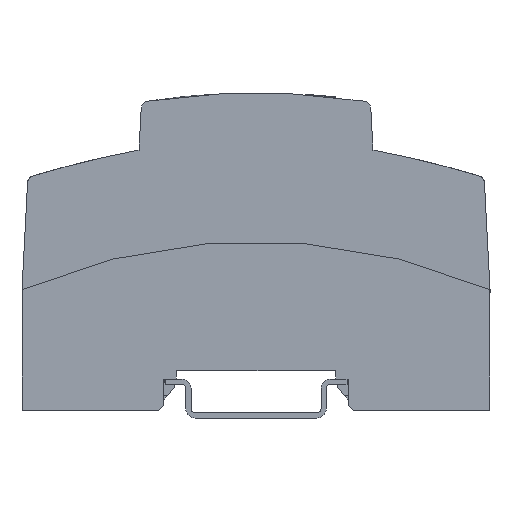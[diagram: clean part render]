
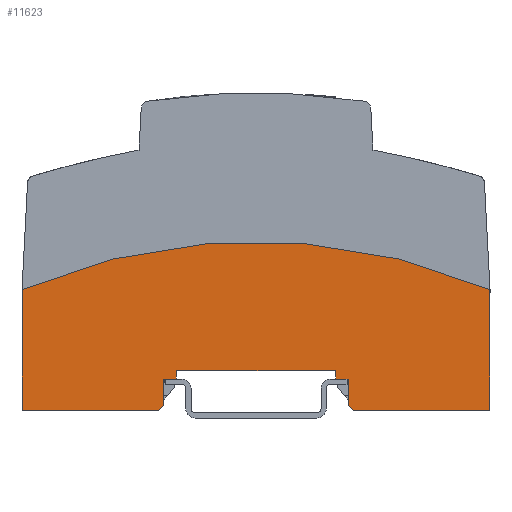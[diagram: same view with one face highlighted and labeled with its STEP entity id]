
A CAD part, left-side view. The second image highlights one B-rep face of the part: STEP entity #11623.
In plain terms, the highlighted face is planar.
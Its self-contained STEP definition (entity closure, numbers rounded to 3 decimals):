
#869=DIRECTION('',(0.,-1.,0.));
#870=VECTOR('',#869,23.25);
#871=CARTESIAN_POINT('',(44.998,23.279,-53.9));
#872=LINE('',#871,#870);
#876=CARTESIAN_POINT('',(-0.002,-82.551,-53.9));
#877=DIRECTION('',(0.,0.,-1.));
#878=DIRECTION('',(-0.391,0.92,0.));
#879=AXIS2_PLACEMENT_3D('',#876,#877,#878);
#884=DIRECTION('',(0.,1.,0.));
#885=VECTOR('',#884,23.25);
#886=CARTESIAN_POINT('',(-45.002,0.029,-53.9));
#887=LINE('',#886,#885);
#891=DIRECTION('',(-1.,0.,0.));
#892=VECTOR('',#891,26.2);
#893=CARTESIAN_POINT('',(-18.802,0.029,-53.9));
#894=LINE('',#893,#892);
#898=DIRECTION('',(-0.707,-0.707,0.));
#899=VECTOR('',#898,1.414);
#900=CARTESIAN_POINT('',(-17.802,1.029,-53.9));
#901=LINE('',#900,#899);
#905=DIRECTION('',(0.,-1.,0.));
#906=VECTOR('',#905,5.);
#907=CARTESIAN_POINT('',(-17.802,6.029,-53.9));
#908=LINE('',#907,#906);
#912=DIRECTION('',(-1.,0.,0.));
#913=VECTOR('',#912,2.404);
#914=CARTESIAN_POINT('',(-15.397,6.029,-53.9));
#915=LINE('',#914,#913);
#919=DIRECTION('',(-0.087,-0.996,0.));
#920=VECTOR('',#919,1.606);
#921=CARTESIAN_POINT('',(-15.257,7.629,-53.9));
#922=LINE('',#921,#920);
#926=DIRECTION('',(-1.,0.,0.));
#927=VECTOR('',#926,30.515);
#928=CARTESIAN_POINT('',(15.257,7.629,-53.9));
#929=LINE('',#928,#927);
#933=DIRECTION('',(-0.087,0.996,0.));
#934=VECTOR('',#933,1.606);
#935=CARTESIAN_POINT('',(15.397,6.029,-53.9));
#936=LINE('',#935,#934);
#940=DIRECTION('',(-1.,0.,0.));
#941=VECTOR('',#940,2.401);
#942=CARTESIAN_POINT('',(17.798,6.029,-53.9));
#943=LINE('',#942,#941);
#947=DIRECTION('',(0.,1.,0.));
#948=VECTOR('',#947,5.);
#949=CARTESIAN_POINT('',(17.798,1.029,-53.9));
#950=LINE('',#949,#948);
#954=DIRECTION('',(-0.707,0.707,0.));
#955=VECTOR('',#954,1.414);
#956=CARTESIAN_POINT('',(18.798,0.029,-53.9));
#957=LINE('',#956,#955);
#961=DIRECTION('',(-1.,0.,0.));
#962=VECTOR('',#961,26.2);
#963=CARTESIAN_POINT('',(44.998,0.029,-53.9));
#964=LINE('',#963,#962);
#9522=CARTESIAN_POINT('',(15.257,7.629,-53.9));
#9524=VERTEX_POINT('',#9522);
#9526=CARTESIAN_POINT('',(-15.257,7.629,-53.9));
#9527=VERTEX_POINT('',#9526);
#9544=CARTESIAN_POINT('',(17.798,6.029,-53.9));
#9545=VERTEX_POINT('',#9544);
#9546=CARTESIAN_POINT('',(15.397,6.029,-53.9));
#9547=VERTEX_POINT('',#9546);
#9572=CARTESIAN_POINT('',(-15.397,6.029,-53.9));
#9573=VERTEX_POINT('',#9572);
#9576=CARTESIAN_POINT('',(44.998,0.029,-53.9));
#9578=VERTEX_POINT('',#9576);
#9580=CARTESIAN_POINT('',(18.798,0.029,-53.9));
#9581=VERTEX_POINT('',#9580);
#9630=CARTESIAN_POINT('',(17.798,1.029,-53.9));
#9632=VERTEX_POINT('',#9630);
#9634=CARTESIAN_POINT('',(-17.802,6.029,-53.9));
#9635=VERTEX_POINT('',#9634);
#9636=CARTESIAN_POINT('',(-17.802,1.029,-53.9));
#9637=VERTEX_POINT('',#9636);
#9648=CARTESIAN_POINT('',(-45.002,0.029,-53.9));
#9650=VERTEX_POINT('',#9648);
#9652=CARTESIAN_POINT('',(-45.002,23.279,-53.9));
#9653=VERTEX_POINT('',#9652);
#10274=CARTESIAN_POINT('',(44.998,23.279,-53.9));
#10275=VERTEX_POINT('',#10274);
#10596=CARTESIAN_POINT('',(-18.802,0.029,-53.9));
#10598=VERTEX_POINT('',#10596);
#11592=CARTESIAN_POINT('',(-0.002,46.739,-53.9));
#11593=DIRECTION('',(0.,0.,-1.));
#11594=DIRECTION('',(-1.,0.,0.));
#11595=AXIS2_PLACEMENT_3D('',#11592,#11593,#11594);
#11596=PLANE('',#11595);
#11598=ORIENTED_EDGE('',*,*,#11597,.F.);
#11600=ORIENTED_EDGE('',*,*,#11599,.F.);
#11601=ORIENTED_EDGE('',*,*,#11318,.F.);
#11602=ORIENTED_EDGE('',*,*,#11443,.F.);
#11604=ORIENTED_EDGE('',*,*,#11603,.F.);
#11605=ORIENTED_EDGE('',*,*,#11547,.F.);
#11606=ORIENTED_EDGE('',*,*,#11257,.F.);
#11608=ORIENTED_EDGE('',*,*,#11607,.F.);
#11610=ORIENTED_EDGE('',*,*,#11609,.F.);
#11612=ORIENTED_EDGE('',*,*,#11611,.F.);
#11614=ORIENTED_EDGE('',*,*,#11613,.F.);
#11616=ORIENTED_EDGE('',*,*,#11615,.F.);
#11618=ORIENTED_EDGE('',*,*,#11617,.F.);
#11620=ORIENTED_EDGE('',*,*,#11619,.F.);
#11621=EDGE_LOOP('',(#11598,#11600,#11601,#11602,#11604,#11605,#11606,#11608,
#11610,#11612,#11614,#11616,#11618,#11620));
#11622=FACE_OUTER_BOUND('',#11621,.F.);
#880=CIRCLE('',#879,115.);
#11257=EDGE_CURVE('',#9573,#9635,#915,.T.);
#11318=EDGE_CURVE('',#9650,#9653,#887,.T.);
#11443=EDGE_CURVE('',#10598,#9650,#894,.T.);
#11547=EDGE_CURVE('',#9635,#9637,#908,.T.);
#11597=EDGE_CURVE('',#10275,#9578,#872,.T.);
#11599=EDGE_CURVE('',#9653,#10275,#880,.T.);
#11603=EDGE_CURVE('',#9637,#10598,#901,.T.);
#11607=EDGE_CURVE('',#9527,#9573,#922,.T.);
#11609=EDGE_CURVE('',#9524,#9527,#929,.T.);
#11611=EDGE_CURVE('',#9547,#9524,#936,.T.);
#11613=EDGE_CURVE('',#9545,#9547,#943,.T.);
#11615=EDGE_CURVE('',#9632,#9545,#950,.T.);
#11617=EDGE_CURVE('',#9581,#9632,#957,.T.);
#11619=EDGE_CURVE('',#9578,#9581,#964,.T.);
#11623=ADVANCED_FACE('',(#11622),#11596,.T.);
